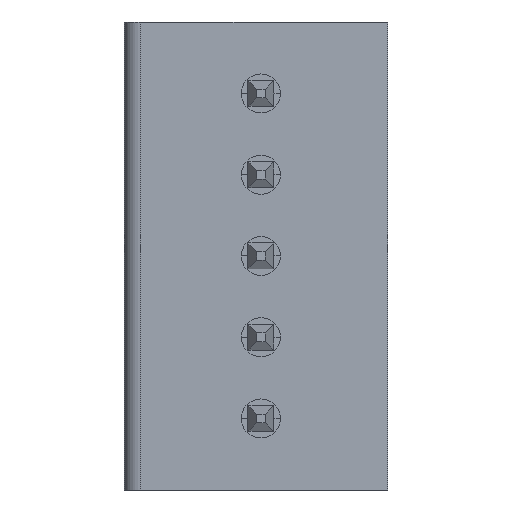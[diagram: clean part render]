
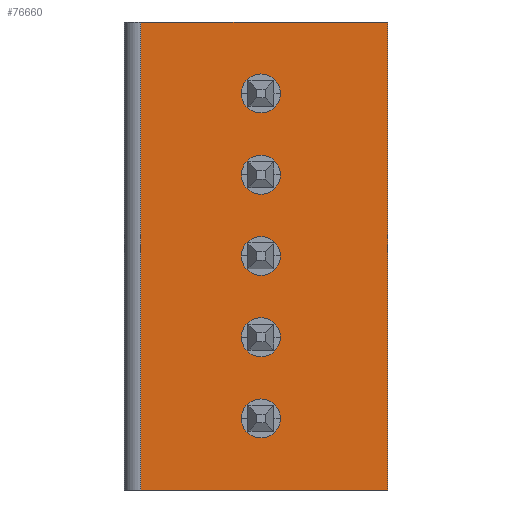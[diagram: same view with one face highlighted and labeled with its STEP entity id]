
A CAD part, front view. The second image highlights one B-rep face of the part: STEP entity #76660.
In plain terms, the highlighted face is planar.
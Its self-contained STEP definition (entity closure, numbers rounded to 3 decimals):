
#13630=CARTESIAN_POINT('',(-25.392,
   127.049,-1.35));
#13640=VERTEX_POINT('',#13630);
#13670=CARTESIAN_POINT('',(-25.392,
   127.649,-1.35));
#13680=DIRECTION('',(-1.,0.,
   0.));
#13690=DIRECTION('',(0.,-1.,
   0.));
#13700=AXIS2_PLACEMENT_3D('',#13670,#13680,#13690);
#13710=CIRCLE('',#13700,0.6);
#13720=CARTESIAN_POINT('',(-25.392,
   128.249,-1.35));
#13730=VERTEX_POINT('',#13720);
#13740=EDGE_CURVE('',#13730,#13640,#13710,.T.);
#22950=CARTESIAN_POINT('',(-25.392,
   131.349,-13.55));
#22960=VERTEX_POINT('',#22950);
#23120=CARTESIAN_POINT('',(-25.392,
   131.349,0.85));
#23130=VERTEX_POINT('',#23120);
#23160=CARTESIAN_POINT('',(-25.392,
   131.349,0.8));
#23170=DIRECTION('',(0.,0.,
   1.));
#23180=VECTOR('',#23170,1.);
#23190=LINE('',#23160,#23180);
#23200=EDGE_CURVE('',#22960,#23130,#23190,.T.);
#49220=CARTESIAN_POINT('',(-25.392,
   128.249,-3.85));
#49230=VERTEX_POINT('',#49220);
#49260=CARTESIAN_POINT('',(-25.392,
   127.649,-3.85));
#49270=DIRECTION('',(-1.,0.,
   0.));
#49280=DIRECTION('',(0.,-1.,
   0.));
#49290=AXIS2_PLACEMENT_3D('',#49260,#49270,#49280);
#49300=CIRCLE('',#49290,0.6);
#49310=CARTESIAN_POINT('',(-25.392,
   127.049,-3.85));
#49320=VERTEX_POINT('',#49310);
#49330=EDGE_CURVE('',#49320,#49230,#49300,.T.);
#68760=CARTESIAN_POINT('',(-25.392,
   128.249,-6.35));
#68770=VERTEX_POINT('',#68760);
#68800=CARTESIAN_POINT('',(-25.392,
   127.649,-6.35));
#68810=DIRECTION('',(-1.,0.,
   0.));
#68820=DIRECTION('',(0.,-1.,
   0.));
#68830=AXIS2_PLACEMENT_3D('',#68800,#68810,#68820);
#68840=CIRCLE('',#68830,0.6);
#68850=CARTESIAN_POINT('',(-25.392,
   127.049,-6.35));
#68860=VERTEX_POINT('',#68850);
#68870=EDGE_CURVE('',#68860,#68770,#68840,.T.);
#73170=CARTESIAN_POINT('',(-25.392,
   123.749,-13.55));
#73180=VERTEX_POINT('',#73170);
#73210=CARTESIAN_POINT('',(-25.392,
   123.749,20.8));
#73220=DIRECTION('',(0.,0.,
   -1.));
#73230=VECTOR('',#73220,1.);
#73240=LINE('',#73210,#73230);
#73250=CARTESIAN_POINT('',(-25.392,
   123.749,0.85));
#73260=VERTEX_POINT('',#73250);
#73270=EDGE_CURVE('',#73260,#73180,#73240,.T.);
#76000=CARTESIAN_POINT('',(-25.392,
   129.8,-9.036));
#76010=DIRECTION('',(-1.,0.,
   0.));
#76020=DIRECTION('',(0.,-1.,
   0.));
#76030=AXIS2_PLACEMENT_3D('',#76000,#76010,#76020);
#76040=PLANE('',#76030);
#76050=CARTESIAN_POINT('',(-25.392,
   91.36,-13.55));
#76060=DIRECTION('',(0.,-1.,
   0.));
#76070=VECTOR('',#76060,1.);
#76080=LINE('',#76050,#76070);
#76090=EDGE_CURVE('',#22960,#73180,#76080,.T.);
#76100=ORIENTED_EDGE('',*,*,#76090,.T.);
#76110=ORIENTED_EDGE('',*,*,#23200,.F.);
#76120=CARTESIAN_POINT('',(-25.392,
   91.36,0.85));
#76130=DIRECTION('',(0.,-1.,
   0.));
#76140=VECTOR('',#76130,1.);
#76150=LINE('',#76120,#76140);
#76160=EDGE_CURVE('',#23130,#73260,#76150,.T.);
#76170=ORIENTED_EDGE('',*,*,#76160,.F.);
#76180=ORIENTED_EDGE('',*,*,#73270,.F.);
#76190=EDGE_LOOP('',(#76180,#76170,#76110,#76100));
#76200=FACE_OUTER_BOUND('',#76190,.T.);
#76210=ORIENTED_EDGE('',*,*,#68870,.F.);
#76220=EDGE_CURVE('',#68770,#68860,#68840,.T.);
#76230=ORIENTED_EDGE('',*,*,#76220,.F.);
#76240=EDGE_LOOP('',(#76230,#76210));
#76250=FACE_BOUND('',#76240,.T.);
#76260=EDGE_CURVE('',#13640,#13730,#13710,.T.);
#76270=ORIENTED_EDGE('',*,*,#76260,.F.);
#76280=ORIENTED_EDGE('',*,*,#13740,.F.);
#76290=EDGE_LOOP('',(#76280,#76270));
#76300=FACE_BOUND('',#76290,.T.);
#76310=EDGE_CURVE('',#49230,#49320,#49300,.T.);
#76320=ORIENTED_EDGE('',*,*,#76310,.F.);
#76330=ORIENTED_EDGE('',*,*,#49330,.F.);
#76340=EDGE_LOOP('',(#76330,#76320));
#76350=FACE_BOUND('',#76340,.T.);
#76360=CARTESIAN_POINT('',(-25.392,
   127.649,-11.35));
#76370=DIRECTION('',(-1.,0.,
   0.));
#76380=DIRECTION('',(0.,-1.,
   0.));
#76390=AXIS2_PLACEMENT_3D('',#76360,#76370,#76380);
#76400=CIRCLE('',#76390,0.6);
#76410=CARTESIAN_POINT('',(-25.392,
   127.049,-11.35));
#76420=VERTEX_POINT('',#76410);
#76430=CARTESIAN_POINT('',(-25.392,
   128.249,-11.35));
#76440=VERTEX_POINT('',#76430);
#76450=EDGE_CURVE('',#76420,#76440,#76400,.T.);
#76460=ORIENTED_EDGE('',*,*,#76450,.F.);
#76470=EDGE_CURVE('',#76440,#76420,#76400,.T.);
#76480=ORIENTED_EDGE('',*,*,#76470,.F.);
#76490=EDGE_LOOP('',(#76480,#76460));
#76500=FACE_BOUND('',#76490,.T.);
#76510=CARTESIAN_POINT('',(-25.392,
   127.649,-8.85));
#76520=DIRECTION('',(-1.,0.,
   0.));
#76530=DIRECTION('',(0.,-1.,
   0.));
#76540=AXIS2_PLACEMENT_3D('',#76510,#76520,#76530);
#76550=CIRCLE('',#76540,0.6);
#76560=CARTESIAN_POINT('',(-25.392,
   128.249,-8.85));
#76570=VERTEX_POINT('',#76560);
#76580=CARTESIAN_POINT('',(-25.392,
   127.049,-8.85));
#76590=VERTEX_POINT('',#76580);
#76600=EDGE_CURVE('',#76570,#76590,#76550,.T.);
#76610=ORIENTED_EDGE('',*,*,#76600,.F.);
#76620=EDGE_CURVE('',#76590,#76570,#76550,.T.);
#76630=ORIENTED_EDGE('',*,*,#76620,.F.);
#76640=EDGE_LOOP('',(#76630,#76610));
#76650=FACE_BOUND('',#76640,.T.);
#76660=ADVANCED_FACE('',(#76200,#76250,#76300,#76350,#76500,#76650),
   #76040,.T.);
